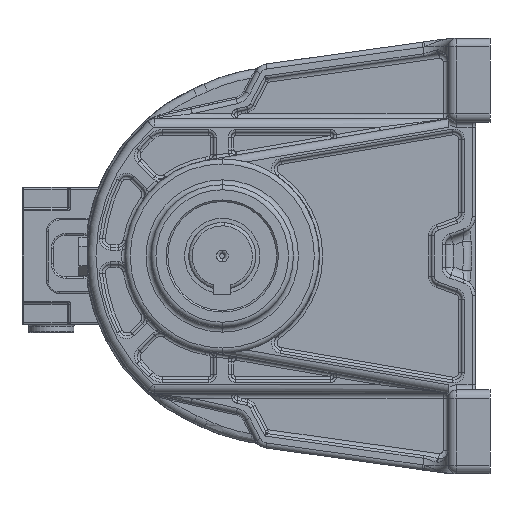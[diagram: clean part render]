
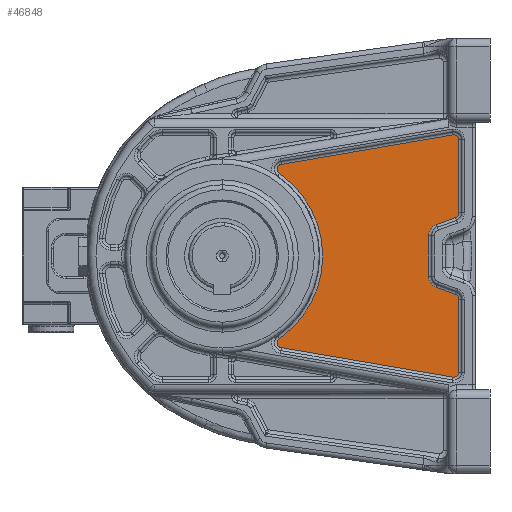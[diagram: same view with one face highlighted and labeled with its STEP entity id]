
A CAD part, left-side view. The second image highlights one B-rep face of the part: STEP entity #46848.
In plain terms, the highlighted planar face has unit normal (-1, 0, 0).
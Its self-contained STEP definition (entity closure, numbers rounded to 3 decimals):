
#957 = DIRECTION ( 'NONE',  ( -1., 0., 0. ) ) ;
#1316 = LINE ( 'NONE', #13040, #72562 ) ;
#1605 = VERTEX_POINT ( 'NONE', #20275 ) ;
#4223 = ORIENTED_EDGE ( 'NONE', *, *, #29102, .F. ) ;
#4430 = CIRCLE ( 'NONE', #51227, 3. ) ;
#5020 = CARTESIAN_POINT ( 'NONE',  ( -138.5, -102.315, -25.753 ) ) ;
#5423 = ORIENTED_EDGE ( 'NONE', *, *, #32852, .F. ) ;
#6064 = DIRECTION ( 'NONE',  ( 0., 0., 1. ) ) ;
#6414 = VERTEX_POINT ( 'NONE', #56560 ) ;
#6767 = DIRECTION ( 'NONE',  ( 0., 0.169, 0.986 ) ) ;
#8195 = CARTESIAN_POINT ( 'NONE',  ( -138.5, -105.315, 25.753 ) ) ;
#9150 = VECTOR ( 'NONE', #48919, 1000. ) ;
#9351 = CARTESIAN_POINT ( 'NONE',  ( -138.5, 0.19, -51.805 ) ) ;
#9372 = LINE ( 'NONE', #31721, #9150 ) ;
#10081 = DIRECTION ( 'NONE',  ( -1., 0., 0. ) ) ;
#10736 = VERTEX_POINT ( 'NONE', #70038 ) ;
#10875 = CARTESIAN_POINT ( 'NONE',  ( -138.5, -91.921, 18.777 ) ) ;
#11432 = VECTOR ( 'NONE', #59687, 1000. ) ;
#11899 = CARTESIAN_POINT ( 'NONE',  ( -138.5, -91.921, -18.777 ) ) ;
#12252 = DIRECTION ( 'NONE',  ( 1., 0., 0. ) ) ;
#12529 = CARTESIAN_POINT ( 'NONE',  ( -138.5, -102.315, -69.386 ) ) ;
#13040 = CARTESIAN_POINT ( 'NONE',  ( -138.5, 0.697, 54.762 ) ) ;
#13058 = CARTESIAN_POINT ( 'NONE',  ( -138.5, -91.921, -18.777 ) ) ;
#14645 = DIRECTION ( 'NONE',  ( -1., 0., 0. ) ) ;
#14693 = ORIENTED_EDGE ( 'NONE', *, *, #17554, .F. ) ;
#15161 = CARTESIAN_POINT ( 'NONE',  ( -138.5, -94.315, 12.199 ) ) ;
#15388 = CARTESIAN_POINT ( 'NONE',  ( -138.5, -87.315, -12.199 ) ) ;
#15799 = LINE ( 'NONE', #71538, #61661 ) ;
#16378 = PLANE ( 'NONE',  #48505 ) ;
#16451 = CARTESIAN_POINT ( 'NONE',  ( -138.5, 1.897, 49.338 ) ) ;
#16603 = CARTESIAN_POINT ( 'NONE',  ( -138.5, -102.315, 25.753 ) ) ;
#17225 = ORIENTED_EDGE ( 'NONE', *, *, #30711, .F. ) ;
#17554 = EDGE_CURVE ( 'NONE', #18978, #53271, #68762, .T. ) ;
#17615 = ORIENTED_EDGE ( 'NONE', *, *, #55695, .F. ) ;
#17804 = ORIENTED_EDGE ( 'NONE', *, *, #58062, .F. ) ;
#18151 = EDGE_CURVE ( 'NONE', #58972, #26135, #50156, .T. ) ;
#18358 = AXIS2_PLACEMENT_3D ( 'NONE', #12529, #34877, #45503 ) ;
#18437 = CIRCLE ( 'NONE', #37162, 3. ) ;
#18978 = VERTEX_POINT ( 'NONE', #11899 ) ;
#19131 = ORIENTED_EDGE ( 'NONE', *, *, #39832, .F. ) ;
#19138 = CARTESIAN_POINT ( 'NONE',  ( -138.5, 0.697, -54.762 ) ) ;
#20275 = CARTESIAN_POINT ( 'NONE',  ( -138.5, -105.315, -25.753 ) ) ;
#22310 = EDGE_CURVE ( 'NONE', #1605, #6414, #43949, .T. ) ;
#22610 = EDGE_CURVE ( 'NONE', #10736, #51635, #58936, .T. ) ;
#22670 = EDGE_CURVE ( 'NONE', #53271, #1605, #18437, .T. ) ;
#23038 = DIRECTION ( 'NONE',  ( 0., 0.569, -0.822 ) ) ;
#23675 = DIRECTION ( 'NONE',  ( 0., -0.986, 0.169 ) ) ;
#26135 = VERTEX_POINT ( 'NONE', #67547 ) ;
#26654 = CARTESIAN_POINT ( 'NONE',  ( -138.5, -103.341, -22.934 ) ) ;
#27042 = DIRECTION ( 'NONE',  ( 1., 0., 0. ) ) ;
#27377 = CARTESIAN_POINT ( 'NONE',  ( -138.5, -105.315, 69.386 ) ) ;
#27513 = DIRECTION ( 'NONE',  ( 0., 0., -1. ) ) ;
#28362 = CIRCLE ( 'NONE', #62310, 7. ) ;
#28917 = CARTESIAN_POINT ( 'NONE',  ( -138.5, -105.315, -25.753 ) ) ;
#29102 = EDGE_CURVE ( 'NONE', #6414, #10736, #62832, .T. ) ;
#29193 = DIRECTION ( 'NONE',  ( 0., -0.94, -0.342 ) ) ;
#29594 = DIRECTION ( 'NONE',  ( 1., 0., 0. ) ) ;
#30183 = VERTEX_POINT ( 'NONE', #15388 ) ;
#30243 = EDGE_CURVE ( 'NONE', #61997, #31742, #31342, .T. ) ;
#30711 = EDGE_CURVE ( 'NONE', #63795, #58972, #9372, .T. ) ;
#31049 = VERTEX_POINT ( 'NONE', #8195 ) ;
#31265 = VECTOR ( 'NONE', #45407, 1000. ) ;
#31342 = CIRCLE ( 'NONE', #71175, 3. ) ;
#31463 = CARTESIAN_POINT ( 'NONE',  ( -138.5, -105.315, 69.386 ) ) ;
#31721 = CARTESIAN_POINT ( 'NONE',  ( -138.5, -103.341, 22.934 ) ) ;
#31742 = VERTEX_POINT ( 'NONE', #64000 ) ;
#32766 = DIRECTION ( 'NONE',  ( 0., -1., 0. ) ) ;
#32852 = EDGE_CURVE ( 'NONE', #33783, #39305, #45164, .T. ) ;
#33368 = VECTOR ( 'NONE', #48271, 1000. ) ;
#33593 = FACE_OUTER_BOUND ( 'NONE', #70288, .T. ) ;
#33699 = VECTOR ( 'NONE', #29193, 1000. ) ;
#33783 = VERTEX_POINT ( 'NONE', #61095 ) ;
#34152 = ORIENTED_EDGE ( 'NONE', *, *, #60375, .F. ) ;
#34877 = DIRECTION ( 'NONE',  ( 1., 0., 0. ) ) ;
#36993 = DIRECTION ( 'NONE',  ( 0., -0.569, -0.822 ) ) ;
#37162 = AXIS2_PLACEMENT_3D ( 'NONE', #5020, #27042, #61099 ) ;
#37494 = DIRECTION ( 'NONE',  ( 0., 0.342, 0.94 ) ) ;
#38305 = ORIENTED_EDGE ( 'NONE', *, *, #30243, .F. ) ;
#38654 = CARTESIAN_POINT ( 'NONE',  ( -138.5, -103.341, 22.934 ) ) ;
#39305 = VERTEX_POINT ( 'NONE', #27377 ) ;
#39832 = EDGE_CURVE ( 'NONE', #30183, #18978, #28362, .T. ) ;
#43949 = LINE ( 'NONE', #28917, #31265 ) ;
#43975 = AXIS2_PLACEMENT_3D ( 'NONE', #62452, #12252, #6767 ) ;
#45164 = CIRCLE ( 'NONE', #43975, 3. ) ;
#45407 = DIRECTION ( 'NONE',  ( 0., 0., -1. ) ) ;
#45503 = DIRECTION ( 'NONE',  ( 0., -1., 0. ) ) ;
#46436 = DIRECTION ( 'NONE',  ( 0., 0.169, -0.986 ) ) ;
#46848 = ADVANCED_FACE ( 'NONE', ( #33593 ), #16378, .T. ) ;
#48271 = DIRECTION ( 'NONE',  ( 0., 0., -1. ) ) ;
#48505 = AXIS2_PLACEMENT_3D ( 'NONE', #50066, #957, #6064 ) ;
#48834 = DIRECTION ( 'NONE',  ( -1., 0., 0. ) ) ;
#48919 = DIRECTION ( 'NONE',  ( 0., 0.94, -0.342 ) ) ;
#50066 = CARTESIAN_POINT ( 'NONE',  ( -138.5, 0., 0. ) ) ;
#50156 = CIRCLE ( 'NONE', #71289, 7. ) ;
#51227 = AXIS2_PLACEMENT_3D ( 'NONE', #9351, #29594, #46436 ) ;
#51635 = VERTEX_POINT ( 'NONE', #19138 ) ;
#51942 = VERTEX_POINT ( 'NONE', #52024 ) ;
#52024 = CARTESIAN_POINT ( 'NONE',  ( -138.5, 1.897, -49.338 ) ) ;
#52187 = EDGE_CURVE ( 'NONE', #51635, #51942, #4430, .T. ) ;
#53271 = VERTEX_POINT ( 'NONE', #26654 ) ;
#54239 = EDGE_CURVE ( 'NONE', #26135, #30183, #15799, .T. ) ;
#54796 = DIRECTION ( 'NONE',  ( 0., 1., 0. ) ) ;
#55151 = CARTESIAN_POINT ( 'NONE',  ( -138.5, -94.315, -12.199 ) ) ;
#55695 = EDGE_CURVE ( 'NONE', #51942, #61997, #61830, .T. ) ;
#56560 = CARTESIAN_POINT ( 'NONE',  ( -138.5, -105.315, -69.386 ) ) ;
#57416 = AXIS2_PLACEMENT_3D ( 'NONE', #16603, #65406, #32766 ) ;
#57864 = ORIENTED_EDGE ( 'NONE', *, *, #52187, .F. ) ;
#58062 = EDGE_CURVE ( 'NONE', #31742, #33783, #1316, .T. ) ;
#58216 = LINE ( 'NONE', #31463, #33368 ) ;
#58936 = LINE ( 'NONE', #65550, #11432 ) ;
#58972 = VERTEX_POINT ( 'NONE', #10875 ) ;
#59687 = DIRECTION ( 'NONE',  ( 0., 0.986, 0.169 ) ) ;
#60375 = EDGE_CURVE ( 'NONE', #31049, #63795, #70356, .T. ) ;
#61095 = CARTESIAN_POINT ( 'NONE',  ( -138.5, -101.808, 72.342 ) ) ;
#61099 = DIRECTION ( 'NONE',  ( 0., -0.342, 0.94 ) ) ;
#61661 = VECTOR ( 'NONE', #27513, 1000. ) ;
#61830 = CIRCLE ( 'NONE', #67696, 60. ) ;
#61997 = VERTEX_POINT ( 'NONE', #16451 ) ;
#62310 = AXIS2_PLACEMENT_3D ( 'NONE', #55151, #10081, #54796 ) ;
#62452 = CARTESIAN_POINT ( 'NONE',  ( -138.5, -102.315, 69.386 ) ) ;
#62832 = CIRCLE ( 'NONE', #18358, 3. ) ;
#63284 = ORIENTED_EDGE ( 'NONE', *, *, #22670, .F. ) ;
#63795 = VERTEX_POINT ( 'NONE', #38654 ) ;
#64000 = CARTESIAN_POINT ( 'NONE',  ( -138.5, 0.697, 54.762 ) ) ;
#65406 = DIRECTION ( 'NONE',  ( 1., 0., 0. ) ) ;
#65550 = CARTESIAN_POINT ( 'NONE',  ( -138.5, -101.808, -72.342 ) ) ;
#67387 = DIRECTION ( 'NONE',  ( 1., 0., 0. ) ) ;
#67419 = ORIENTED_EDGE ( 'NONE', *, *, #54239, .F. ) ;
#67502 = ORIENTED_EDGE ( 'NONE', *, *, #67679, .F. ) ;
#67547 = CARTESIAN_POINT ( 'NONE',  ( -138.5, -87.315, 12.199 ) ) ;
#67679 = EDGE_CURVE ( 'NONE', #39305, #31049, #58216, .T. ) ;
#67696 = AXIS2_PLACEMENT_3D ( 'NONE', #70371, #14645, #36993 ) ;
#68460 = CARTESIAN_POINT ( 'NONE',  ( -138.5, 0.19, 51.805 ) ) ;
#68762 = LINE ( 'NONE', #13058, #33699 ) ;
#68871 = ORIENTED_EDGE ( 'NONE', *, *, #18151, .F. ) ;
#70038 = CARTESIAN_POINT ( 'NONE',  ( -138.5, -101.808, -72.342 ) ) ;
#70282 = ORIENTED_EDGE ( 'NONE', *, *, #22610, .F. ) ;
#70288 = EDGE_LOOP ( 'NONE', ( #70282, #4223, #70396, #63284, #14693, #19131, #67419, #68871, #17225, #34152, #67502, #5423, #17804, #38305, #17615, #57864 ) ) ;
#70356 = CIRCLE ( 'NONE', #57416, 3. ) ;
#70371 = CARTESIAN_POINT ( 'NONE',  ( -138.5, 36.04, 0. ) ) ;
#70396 = ORIENTED_EDGE ( 'NONE', *, *, #22310, .F. ) ;
#71175 = AXIS2_PLACEMENT_3D ( 'NONE', #68460, #67387, #23038 ) ;
#71289 = AXIS2_PLACEMENT_3D ( 'NONE', #15161, #48834, #37494 ) ;
#71538 = CARTESIAN_POINT ( 'NONE',  ( -138.5, -87.315, 12.199 ) ) ;
#72562 = VECTOR ( 'NONE', #23675, 1000. ) ;
